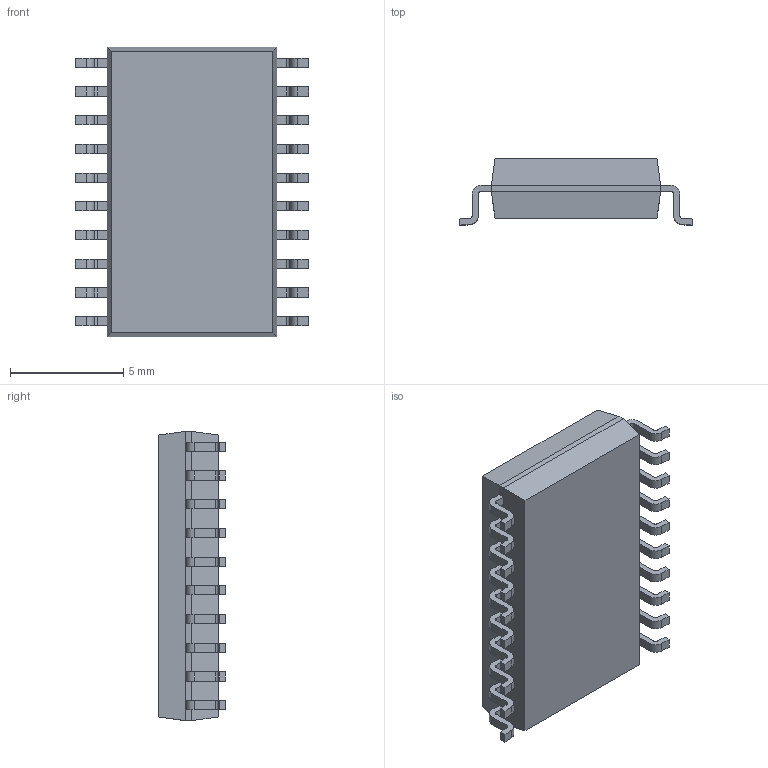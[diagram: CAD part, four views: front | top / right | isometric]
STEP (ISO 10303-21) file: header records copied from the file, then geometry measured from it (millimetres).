
FILE_DESCRIPTION (( 'STEP AP214' ), '1' );
FILE_NAME ('HT12D-20SOP.STEP', '2023-01-23T22:13:46', ( '' ), ( '' ), 'SwSTEP 2.0', 'SolidWorks 2021', '' );
FILE_SCHEMA (( 'AUTOMOTIVE_DESIGN' ));
Length unit declared in the file: inch
Products named in the file (1): HT12D-20SOP
Bounding box: 10.31 x 2.95 x 12.8 mm (x, y, z)
Volume: 251 mm3; surface area: 360.7 mm2
Topology: 21 solids, 21 shells, 297 faces, 757 edges, 502 vertices
Faces by surface type: plane 215, cylinder 82
Entity records: 9191 total; most frequent: CARTESIAN_POINT 1563, DIRECTION 1515, ORIENTED_EDGE 1514, EDGE_CURVE 757, VECTOR 591, LINE 591, VERTEX_POINT 502, AXIS2_PLACEMENT_3D 462
